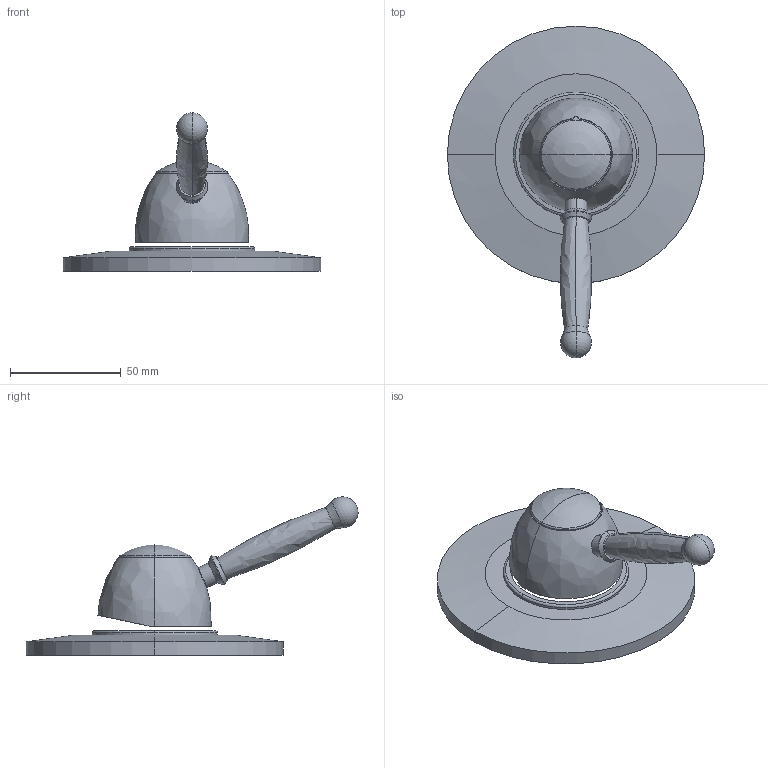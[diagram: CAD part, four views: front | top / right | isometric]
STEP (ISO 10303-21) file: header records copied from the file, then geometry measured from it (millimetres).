
FILE_DESCRIPTION((''),'2;1');
FILE_NAME('GI010CREST_ASM','2021-02-03T15:30:01',('stefano.gianpani'),('PAFFONI SpA'),'CREO PARAMETRIC BY PTC INC, 2020044','CREO PARAMETRIC BY PTC INC, 2020044','');
FILE_SCHEMA(('CONFIG_CONTROL_DESIGN','SHAPE_APPEARANCE_LAYERS_GROUPS'));
Length unit declared in the file: millimetre
Products named in the file (12): 2041541GR; 2041185GR; 2041540GR; 2092290_AF0; 2041542GR; 2041543GR; 2041800GR; 2041544GR; 4061063CR; 2091097; 5007006CR_ASM; GI010CREST_ASM
Assembly tree (11 placements, depth 3):
  GI010CREST_ASM
    2041541GR
    2041185GR
    2041540GR
    2092290_AF0
    2041542GR
    2041543GR
    2041800GR
    2041544GR
    5007006CR_ASM
      4061063CR
      2091097
Bounding box: 116 x 149.63 x 71.34 mm (x, y, z)
Volume: 45536.8 mm3; surface area: 46755 mm2
Topology: 10 solids, 16 shells, 286 faces, 718 edges, 459 vertices
Faces by surface type: plane 135, cylinder 72, cone 49, torus 18, bspline 6, sphere 6
Entity records: 11568 total; most frequent: CARTESIAN_POINT 1964, DIRECTION 1646, ORIENTED_EDGE 1386, PRESENTATION_STYLE_ASSIGNMENT 724, STYLED_ITEM 724, CURVE_STYLE 708, EDGE_CURVE 708, AXIS2_PLACEMENT_3D 661
